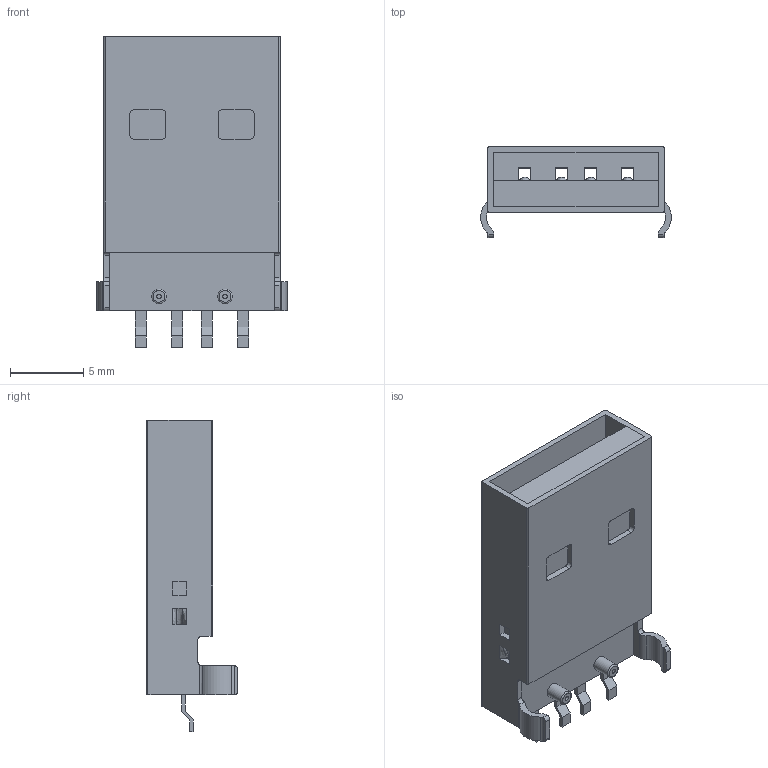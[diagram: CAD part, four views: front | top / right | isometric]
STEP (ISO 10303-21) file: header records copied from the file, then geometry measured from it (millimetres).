
FILE_DESCRIPTION((''),'2;1');
FILE_NAME('USB Series A Plug V2.stp','2012-03-08T11:35:20',('sdarley'),(''),'Autodesk Inventor 2011','Autodesk Inventor 2011','');
FILE_SCHEMA(('AUTOMOTIVE_DESIGN { 1 0 10303 214 1 1 1 1 }'));
Length unit declared in the file: millimetre
Products named in the file (5): USB Series A Plug V2; USB Series A Plug Housing V2; USB Series A Plug Thermoplastic Insulator V2; USB Series A Plug Outer Contact V2; USB Series A Plug Inner Contact V2
Assembly tree (6 placements, depth 2):
  USB Series A Plug V2
    USB Series A Plug Housing V2
    USB Series A Plug Thermoplastic Insulator V2
    USB Series A Plug Outer Contact V2  x2
    USB Series A Plug Inner Contact V2  x2
Bounding box: 13 x 6.2 x 21.2 mm (x, y, z)
Volume: 716.2 mm3; surface area: 2184.5 mm2
Topology: 6 solids, 6 shells, 260 faces, 709 edges, 452 vertices
Faces by surface type: plane 197, cylinder 49, bspline 12, torus 2
Full cylindrical faces by diameter (mm): 0.3 x2, 1 x2
Entity records: 7543 total; most frequent: CARTESIAN_POINT 1618, ORIENTED_EDGE 1230, DIRECTION 1141, EDGE_CURVE 615, VECTOR 495, LINE 495, VERTEX_POINT 396, AXIS2_PLACEMENT_3D 323
